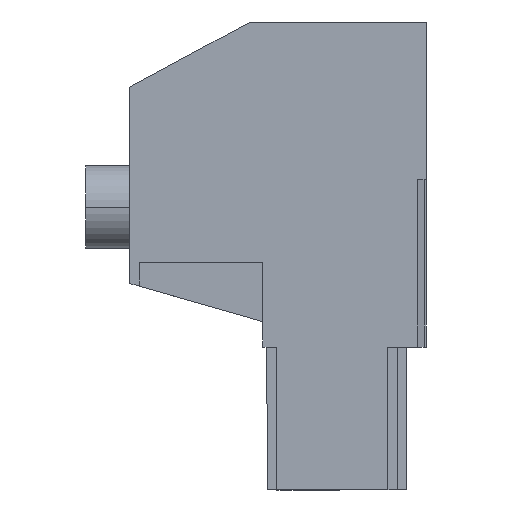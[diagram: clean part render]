
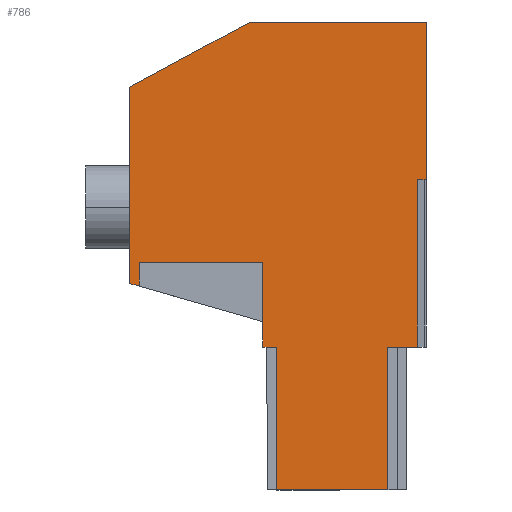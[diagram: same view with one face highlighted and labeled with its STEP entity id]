
A CAD part, left-side view. The second image highlights one B-rep face of the part: STEP entity #786.
In plain terms, the highlighted planar face has unit normal (-1, 0, 0).
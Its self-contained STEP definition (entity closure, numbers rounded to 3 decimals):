
#687=AXIS2_PLACEMENT_3D('Plane Axis2P3D',#684,#685,#686) ;
#91=CARTESIAN_POINT('Vertex',(0.,0.915,14.6)) ;
#94=CARTESIAN_POINT('Line Origine',(0.,2.419,14.6)) ;
#98=CARTESIAN_POINT('Vertex',(0.,3.923,14.6)) ;
#422=CARTESIAN_POINT('Vertex',(0.,0.,47.8)) ;
#425=CARTESIAN_POINT('Line Origine',(0.,0.,39.75)) ;
#429=CARTESIAN_POINT('Vertex',(0.,0.,31.7)) ;
#669=CARTESIAN_POINT('Vertex',(0.,0.915,31.7)) ;
#672=CARTESIAN_POINT('Line Origine',(0.,0.915,23.15)) ;
#684=CARTESIAN_POINT('Axis2P3D Location',(0.,2.,14.6)) ;
#689=CARTESIAN_POINT('Line Origine',(0.,9.6,0.)) ;
#693=CARTESIAN_POINT('Vertex',(0.,3.923,0.)) ;
#695=CARTESIAN_POINT('Vertex',(0.,15.277,0.)) ;
#698=CARTESIAN_POINT('Line Origine',(0.,3.923,7.3)) ;
#703=CARTESIAN_POINT('Line Origine',(0.,0.458,31.7)) ;
#708=CARTESIAN_POINT('Line Origine',(0.,9.,47.8)) ;
#712=CARTESIAN_POINT('Vertex',(0.,18.,47.8)) ;
#715=CARTESIAN_POINT('Line Origine',(0.,24.15,44.475)) ;
#719=CARTESIAN_POINT('Vertex',(0.,30.3,41.15)) ;
#722=CARTESIAN_POINT('Line Origine',(0.,30.3,31.125)) ;
#726=CARTESIAN_POINT('Vertex',(0.,30.3,21.1)) ;
#729=CARTESIAN_POINT('Line Origine',(0.,29.8,20.957)) ;
#733=CARTESIAN_POINT('Vertex',(0.,29.3,20.813)) ;
#736=CARTESIAN_POINT('Line Origine',(0.,29.3,22.032)) ;
#740=CARTESIAN_POINT('Vertex',(0.,29.3,23.25)) ;
#743=CARTESIAN_POINT('Line Origine',(0.,23.,23.25)) ;
#747=CARTESIAN_POINT('Vertex',(0.,16.7,23.25)) ;
#750=CARTESIAN_POINT('Line Origine',(0.,16.7,18.925)) ;
#754=CARTESIAN_POINT('Vertex',(0.,16.7,14.6)) ;
#757=CARTESIAN_POINT('Line Origine',(0.,15.989,14.6)) ;
#761=CARTESIAN_POINT('Vertex',(0.,15.277,14.6)) ;
#764=CARTESIAN_POINT('Line Origine',(0.,15.277,7.3)) ;
#95=DIRECTION('Vector Direction',(0.,1.,0.)) ;
#426=DIRECTION('Vector Direction',(0.,0.,-1.)) ;
#673=DIRECTION('Vector Direction',(0.,0.,1.)) ;
#685=DIRECTION('Axis2P3D Direction',(-1.,0.,0.)) ;
#686=DIRECTION('Axis2P3D XDirection',(0.,1.,0.)) ;
#690=DIRECTION('Vector Direction',(0.,1.,0.)) ;
#699=DIRECTION('Vector Direction',(0.,0.,-1.)) ;
#704=DIRECTION('Vector Direction',(0.,1.,0.)) ;
#709=DIRECTION('Vector Direction',(0.,-1.,0.)) ;
#716=DIRECTION('Vector Direction',(0.,-0.88,0.476)) ;
#723=DIRECTION('Vector Direction',(0.,0.,1.)) ;
#730=DIRECTION('Vector Direction',(0.,0.961,0.276)) ;
#737=DIRECTION('Vector Direction',(0.,0.,-1.)) ;
#744=DIRECTION('Vector Direction',(0.,-1.,0.)) ;
#751=DIRECTION('Vector Direction',(0.,0.,-1.)) ;
#758=DIRECTION('Vector Direction',(0.,1.,0.)) ;
#765=DIRECTION('Vector Direction',(0.,0.,-1.)) ;
#96=VECTOR('Line Direction',#95,1.) ;
#427=VECTOR('Line Direction',#426,1.) ;
#674=VECTOR('Line Direction',#673,1.) ;
#691=VECTOR('Line Direction',#690,1.) ;
#700=VECTOR('Line Direction',#699,1.) ;
#705=VECTOR('Line Direction',#704,1.) ;
#710=VECTOR('Line Direction',#709,1.) ;
#717=VECTOR('Line Direction',#716,1.) ;
#724=VECTOR('Line Direction',#723,1.) ;
#731=VECTOR('Line Direction',#730,1.) ;
#738=VECTOR('Line Direction',#737,1.) ;
#745=VECTOR('Line Direction',#744,1.) ;
#752=VECTOR('Line Direction',#751,1.) ;
#759=VECTOR('Line Direction',#758,1.) ;
#766=VECTOR('Line Direction',#765,1.) ;
#770=ORIENTED_EDGE('',*,*,#697,.F.) ;
#771=ORIENTED_EDGE('',*,*,#702,.F.) ;
#772=ORIENTED_EDGE('',*,*,#100,.F.) ;
#773=ORIENTED_EDGE('',*,*,#676,.T.) ;
#774=ORIENTED_EDGE('',*,*,#707,.F.) ;
#775=ORIENTED_EDGE('',*,*,#431,.F.) ;
#776=ORIENTED_EDGE('',*,*,#714,.F.) ;
#777=ORIENTED_EDGE('',*,*,#721,.F.) ;
#778=ORIENTED_EDGE('',*,*,#728,.F.) ;
#779=ORIENTED_EDGE('',*,*,#735,.F.) ;
#780=ORIENTED_EDGE('',*,*,#742,.F.) ;
#781=ORIENTED_EDGE('',*,*,#749,.F.) ;
#782=ORIENTED_EDGE('',*,*,#756,.T.) ;
#783=ORIENTED_EDGE('',*,*,#763,.F.) ;
#784=ORIENTED_EDGE('',*,*,#768,.T.) ;
#786=ADVANCED_FACE('HOUSING',(#785),#688,.T.) ;
#100=EDGE_CURVE('',#92,#99,#97,.T.) ;
#431=EDGE_CURVE('',#423,#430,#428,.T.) ;
#676=EDGE_CURVE('',#92,#670,#675,.T.) ;
#697=EDGE_CURVE('',#694,#696,#692,.T.) ;
#702=EDGE_CURVE('',#99,#694,#701,.T.) ;
#707=EDGE_CURVE('',#430,#670,#706,.T.) ;
#714=EDGE_CURVE('',#713,#423,#711,.T.) ;
#721=EDGE_CURVE('',#720,#713,#718,.T.) ;
#728=EDGE_CURVE('',#727,#720,#725,.T.) ;
#735=EDGE_CURVE('',#734,#727,#732,.T.) ;
#742=EDGE_CURVE('',#741,#734,#739,.T.) ;
#749=EDGE_CURVE('',#748,#741,#746,.F.) ;
#756=EDGE_CURVE('',#748,#755,#753,.T.) ;
#763=EDGE_CURVE('',#762,#755,#760,.T.) ;
#768=EDGE_CURVE('',#762,#696,#767,.T.) ;
#769=EDGE_LOOP('',(#770,#771,#772,#773,#774,#775,#776,#777,#778,#779,#780,#781,#782,#783,#784)) ;
#785=FACE_OUTER_BOUND('',#769,.T.) ;
#97=LINE('Line',#94,#96) ;
#428=LINE('Line',#425,#427) ;
#675=LINE('Line',#672,#674) ;
#692=LINE('Line',#689,#691) ;
#701=LINE('Line',#698,#700) ;
#706=LINE('Line',#703,#705) ;
#711=LINE('Line',#708,#710) ;
#718=LINE('Line',#715,#717) ;
#725=LINE('Line',#722,#724) ;
#732=LINE('Line',#729,#731) ;
#739=LINE('Line',#736,#738) ;
#746=LINE('Line',#743,#745) ;
#753=LINE('Line',#750,#752) ;
#760=LINE('Line',#757,#759) ;
#767=LINE('Line',#764,#766) ;
#688=PLANE('',#687) ;
#92=VERTEX_POINT('',#91) ;
#99=VERTEX_POINT('',#98) ;
#423=VERTEX_POINT('',#422) ;
#430=VERTEX_POINT('',#429) ;
#670=VERTEX_POINT('',#669) ;
#694=VERTEX_POINT('',#693) ;
#696=VERTEX_POINT('',#695) ;
#713=VERTEX_POINT('',#712) ;
#720=VERTEX_POINT('',#719) ;
#727=VERTEX_POINT('',#726) ;
#734=VERTEX_POINT('',#733) ;
#741=VERTEX_POINT('',#740) ;
#748=VERTEX_POINT('',#747) ;
#755=VERTEX_POINT('',#754) ;
#762=VERTEX_POINT('',#761) ;
